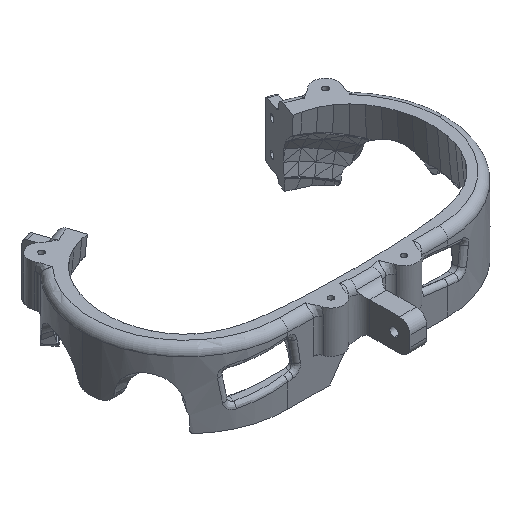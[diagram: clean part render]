
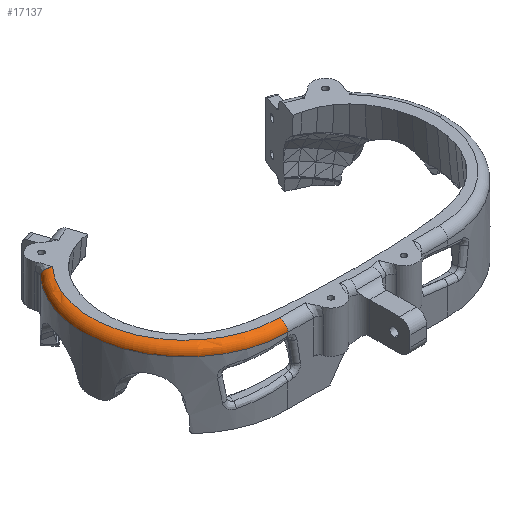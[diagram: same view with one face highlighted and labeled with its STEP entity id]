
A CAD part, isometric view. The second image highlights one B-rep face of the part: STEP entity #17137.
In plain terms, the highlighted toroidal (fillet/blend) face has major radius 44.945 mm and minor radius 4.04 mm.
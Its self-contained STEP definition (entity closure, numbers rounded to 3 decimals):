
#1101 = CARTESIAN_POINT ( 'NONE',  ( -72.316, 1.259, 142.949 ) ) ;
#1125 = CARTESIAN_POINT ( 'NONE',  ( -73.899, 3.688, 139.099 ) ) ;
#1232 = CARTESIAN_POINT ( 'NONE',  ( -73.539, 2.583, 141.788 ) ) ;
#1638 = DIRECTION ( 'NONE',  ( 1., 0., 0. ) ) ;
#1766 = CARTESIAN_POINT ( 'NONE',  ( -38.04, -29.683, 139.099 ) ) ;
#2671 = DIRECTION ( 'NONE',  ( 0., 0., -1. ) ) ;
#2980 = CARTESIAN_POINT ( 'NONE',  ( -73.893, 3.654, 139.644 ) ) ;
#3339 = CARTESIAN_POINT ( 'NONE',  ( -38.04, -29.683, 139.099 ) ) ;
#3858 = VERTEX_POINT ( 'NONE', #24541 ) ;
#5249 = DIRECTION ( 'NONE',  ( 0., 0., 1. ) ) ;
#5502 = CARTESIAN_POINT ( 'NONE',  ( -38.04, -29.683, 143.139 ) ) ;
#5642 = CARTESIAN_POINT ( 'NONE',  ( -73.342, 2.24, 142.159 ) ) ;
#5654 = FACE_OUTER_BOUND ( 'NONE', #25553, .T. ) ;
#6255 = VERTEX_POINT ( 'NONE', #9018 ) ;
#7386 = CARTESIAN_POINT ( 'NONE',  ( -73.78, 3.195, 140.917 ) ) ;
#7459 = AXIS2_PLACEMENT_3D ( 'NONE', #5502, #19844, #21852 ) ;
#7670 = CARTESIAN_POINT ( 'NONE',  ( -72.426, 1.327, 142.906 ) ) ;
#7844 = CIRCLE ( 'NONE', #24113, 4.04 ) ;
#8384 = DIRECTION ( 'NONE',  ( 1., 0., 0. ) ) ;
#8518 = CARTESIAN_POINT ( 'NONE',  ( -38.04, -74.628, 139.099 ) ) ;
#8704 = EDGE_CURVE ( 'NONE', #20217, #16677, #18272, .T. ) ;
#9018 = CARTESIAN_POINT ( 'NONE',  ( -38.04, -74.628, 143.139 ) ) ;
#9352 = TOROIDAL_SURFACE ( 'NONE', #14058, 44.945, 4.04 ) ;
#9409 = CARTESIAN_POINT ( 'NONE',  ( -73.616, 2.751, 141.584 ) ) ;
#9832 = CARTESIAN_POINT ( 'NONE',  ( -38.04, -78.668, 139.099 ) ) ;
#10090 = ORIENTED_EDGE ( 'NONE', *, *, #23901, .T. ) ;
#10207 = CARTESIAN_POINT ( 'NONE',  ( -73.899, 3.688, 139.375 ) ) ;
#10853 = DIRECTION ( 'NONE',  ( 1., 0., 0. ) ) ;
#11295 = CARTESIAN_POINT ( 'NONE',  ( -71.578, 0.933, 143.12 ) ) ;
#11338 = CIRCLE ( 'NONE', #7459, 44.945 ) ;
#11561 = CARTESIAN_POINT ( 'NONE',  ( -71.314, 0.867, 143.139 ) ) ;
#12024 = ORIENTED_EDGE ( 'NONE', *, *, #8704, .F. ) ;
#14058 = AXIS2_PLACEMENT_3D ( 'NONE', #1766, #5249, #1638 ) ;
#14109 = B_SPLINE_CURVE_WITH_KNOTS ( 'NONE', 3,
 ( #19325, #11561, #11295, #19464, #19719, #1101, #7670, #25642, #15838, #19593, #5642, #1232, #9409, #17577, #7386, #24015, #21340, #2980, #10207, #24415 ),
 .UNSPECIFIED., .F., .F.,
 ( 4, 2, 2, 2, 2, 2, 2, 2, 2, 4 ),
 ( 0., 0.001, 0.001, 0.002, 0.002, 0.003, 0.004, 0.005, 0.006, 0.007 ),
 .UNSPECIFIED. ) ;
#14576 = EDGE_CURVE ( 'NONE', #16677, #24666, #18875, .T. ) ;
#15535 = DIRECTION ( 'NONE',  ( 0., 0., -1. ) ) ;
#15838 = CARTESIAN_POINT ( 'NONE',  ( -72.918, 1.715, 142.629 ) ) ;
#16631 = CARTESIAN_POINT ( 'NONE',  ( -38.04, -29.683, 139.099 ) ) ;
#16677 = VERTEX_POINT ( 'NONE', #17755 ) ;
#16695 = DIRECTION ( 'NONE',  ( 0., 0., -1. ) ) ;
#16964 = ORIENTED_EDGE ( 'NONE', *, *, #22192, .F. ) ;
#17137 = ADVANCED_FACE ( 'NONE', ( #5654 ), #9352, .T. ) ;
#17577 = CARTESIAN_POINT ( 'NONE',  ( -73.736, 3.057, 141.147 ) ) ;
#17755 = CARTESIAN_POINT ( 'NONE',  ( -87.025, -29.683, 139.099 ) ) ;
#18272 = CIRCLE ( 'NONE', #19143, 48.985 ) ;
#18875 = CIRCLE ( 'NONE', #24029, 48.985 ) ;
#19143 = AXIS2_PLACEMENT_3D ( 'NONE', #3339, #15535, #19290 ) ;
#19290 = DIRECTION ( 'NONE',  ( 1., 0., 0. ) ) ;
#19325 = CARTESIAN_POINT ( 'NONE',  ( -71.041, 0.829, 143.139 ) ) ;
#19464 = CARTESIAN_POINT ( 'NONE',  ( -71.958, 1.078, 143.052 ) ) ;
#19593 = CARTESIAN_POINT ( 'NONE',  ( -73.222, 2.064, 142.328 ) ) ;
#19719 = CARTESIAN_POINT ( 'NONE',  ( -72.082, 1.134, 143.022 ) ) ;
#19844 = DIRECTION ( 'NONE',  ( 0., 0., 1. ) ) ;
#20217 = VERTEX_POINT ( 'NONE', #9832 ) ;
#21191 = ORIENTED_EDGE ( 'NONE', *, *, #14576, .F. ) ;
#21340 = CARTESIAN_POINT ( 'NONE',  ( -73.866, 3.525, 140.169 ) ) ;
#21852 = DIRECTION ( 'NONE',  ( 1., 0., 0. ) ) ;
#22192 = EDGE_CURVE ( 'NONE', #3858, #6255, #11338, .T. ) ;
#22338 = ORIENTED_EDGE ( 'NONE', *, *, #24506, .F. ) ;
#23901 = EDGE_CURVE ( 'NONE', #3858, #24666, #14109, .T. ) ;
#24015 = CARTESIAN_POINT ( 'NONE',  ( -73.844, 3.43, 140.429 ) ) ;
#24029 = AXIS2_PLACEMENT_3D ( 'NONE', #16631, #2671, #10853 ) ;
#24113 = AXIS2_PLACEMENT_3D ( 'NONE', #8518, #8384, #16695 ) ;
#24415 = CARTESIAN_POINT ( 'NONE',  ( -73.899, 3.688, 139.099 ) ) ;
#24506 = EDGE_CURVE ( 'NONE', #6255, #20217, #7844, .T. ) ;
#24541 = CARTESIAN_POINT ( 'NONE',  ( -71.041, 0.829, 143.139 ) ) ;
#24666 = VERTEX_POINT ( 'NONE', #1125 ) ;
#25553 = EDGE_LOOP ( 'NONE', ( #16964, #10090, #21191, #12024, #22338 ) ) ;
#25642 = CARTESIAN_POINT ( 'NONE',  ( -72.736, 1.547, 142.757 ) ) ;
